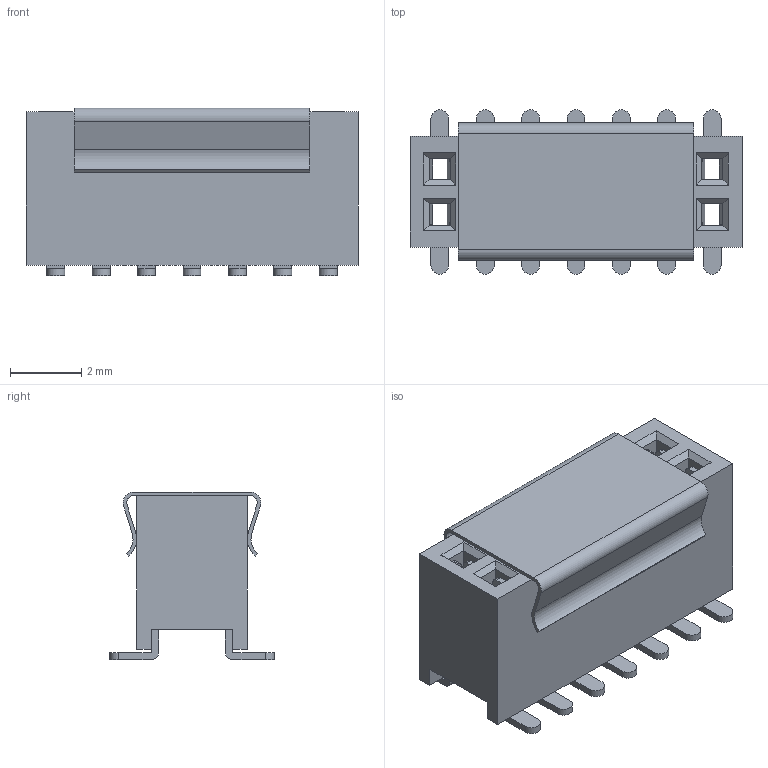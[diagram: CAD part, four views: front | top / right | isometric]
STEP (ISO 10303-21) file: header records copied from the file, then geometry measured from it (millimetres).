
FILE_DESCRIPTION(/* description */ ('Unknown'),/* implementation_level */ '2;1');
FILE_NAME(/* name */ 'J_Wurth_WR-PHD_62331421021',/* time_stamp */ '2025-04-30T11:44:03+08:00',/* author */ ('Unknown'),/* organization */ ('Unknown'),/* preprocessor_version */ 'ST-DEVELOPER v19.4',/* originating_system */ 'Solid Edge',/* authorisation */ 'Unknown');
FILE_SCHEMA (('AUTOMOTIVE_DESIGN {1 0 10303 214 3 1 1}'));
Length unit declared in the file: millimetre
Products named in the file (2): J_Wurth_WR-PHD_62331421021
Assembly tree (1 placements, depth 2):
  J_Wurth_WR-PHD_62331421021
    J_Wurth_WR-PHD_62331421021
Bounding box: 9.29 x 4.6 x 4.7 mm (x, y, z)
Volume: 86.5 mm3; surface area: 738.6 mm2
Topology: 16 solids, 16 shells, 1008 faces, 2732 edges, 1756 vertices
Faces by surface type: plane 594, cylinder 414
Entity records: 31862 total; most frequent: CARTESIAN_POINT 6002, ORIENTED_EDGE 5464, DIRECTION 5328, EDGE_CURVE 2732, LINE 1820, VECTOR 1820, VERTEX_POINT 1756, AXIS2_PLACEMENT_3D 1754
